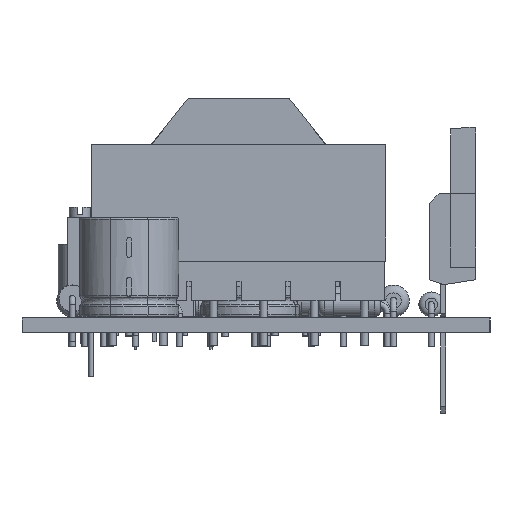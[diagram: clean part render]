
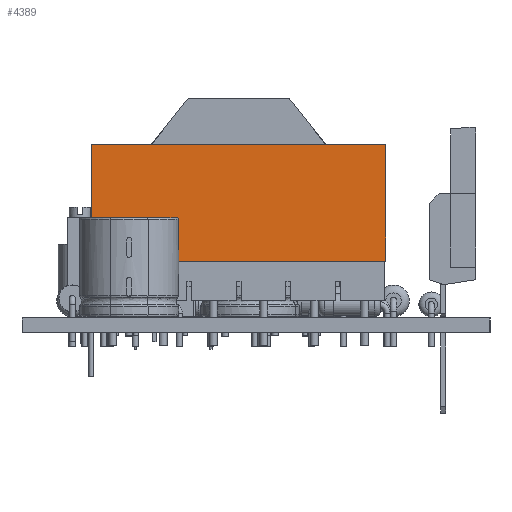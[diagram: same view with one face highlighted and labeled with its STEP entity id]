
A CAD part, left-side view. The second image highlights one B-rep face of the part: STEP entity #4389.
In plain terms, the highlighted face is planar.
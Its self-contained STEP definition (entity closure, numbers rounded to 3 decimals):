
#4389 = ADVANCED_FACE('',(#4390),#4440,.T.);
#4390 = FACE_BOUND('',#4391,.T.);
#4391 = EDGE_LOOP('',(#4392,#4402,#4410,#4418,#4426,#4434));
#4392 = ORIENTED_EDGE('',*,*,#4393,.T.);
#4393 = EDGE_CURVE('',#4394,#4396,#4398,.T.);
#4394 = VERTEX_POINT('',#4395);
#4395 = CARTESIAN_POINT('',(14.4,-14.85,17.4));
#4396 = VERTEX_POINT('',#4397);
#4397 = CARTESIAN_POINT('',(14.4,-14.85,5.6));
#4398 = LINE('',#4399,#4400);
#4399 = CARTESIAN_POINT('',(14.4,-14.85,17.4));
#4400 = VECTOR('',#4401,1.);
#4401 = DIRECTION('',(0.,0.,-1.));
#4402 = ORIENTED_EDGE('',*,*,#4403,.T.);
#4403 = EDGE_CURVE('',#4396,#4404,#4406,.T.);
#4404 = VERTEX_POINT('',#4405);
#4405 = CARTESIAN_POINT('',(14.4,-14.75,5.6));
#4406 = LINE('',#4407,#4408);
#4407 = CARTESIAN_POINT('',(14.4,-14.85,5.6));
#4408 = VECTOR('',#4409,1.);
#4409 = DIRECTION('',(0.,1.,0.));
#4410 = ORIENTED_EDGE('',*,*,#4411,.T.);
#4411 = EDGE_CURVE('',#4404,#4412,#4414,.T.);
#4412 = VERTEX_POINT('',#4413);
#4413 = CARTESIAN_POINT('',(14.4,14.75,5.6));
#4414 = LINE('',#4415,#4416);
#4415 = CARTESIAN_POINT('',(14.4,-14.85,5.6));
#4416 = VECTOR('',#4417,1.);
#4417 = DIRECTION('',(0.,1.,0.));
#4418 = ORIENTED_EDGE('',*,*,#4419,.T.);
#4419 = EDGE_CURVE('',#4412,#4420,#4422,.T.);
#4420 = VERTEX_POINT('',#4421);
#4421 = CARTESIAN_POINT('',(14.4,14.85,5.6));
#4422 = LINE('',#4423,#4424);
#4423 = CARTESIAN_POINT('',(14.4,-14.85,5.6));
#4424 = VECTOR('',#4425,1.);
#4425 = DIRECTION('',(0.,1.,0.));
#4426 = ORIENTED_EDGE('',*,*,#4427,.T.);
#4427 = EDGE_CURVE('',#4420,#4428,#4430,.T.);
#4428 = VERTEX_POINT('',#4429);
#4429 = CARTESIAN_POINT('',(14.4,14.85,17.4));
#4430 = LINE('',#4431,#4432);
#4431 = CARTESIAN_POINT('',(14.4,14.85,5.6));
#4432 = VECTOR('',#4433,1.);
#4433 = DIRECTION('',(0.,0.,1.));
#4434 = ORIENTED_EDGE('',*,*,#4435,.T.);
#4435 = EDGE_CURVE('',#4428,#4394,#4436,.T.);
#4436 = LINE('',#4437,#4438);
#4437 = CARTESIAN_POINT('',(14.4,14.85,17.4));
#4438 = VECTOR('',#4439,1.);
#4439 = DIRECTION('',(0.,-1.,0.));
#4440 = PLANE('',#4441);
#4441 = AXIS2_PLACEMENT_3D('',#4442,#4443,#4444);
#4442 = CARTESIAN_POINT('',(14.4,0.,11.5));
#4443 = DIRECTION('',(1.,0.,0.));
#4444 = DIRECTION('',(0.,0.,1.));
